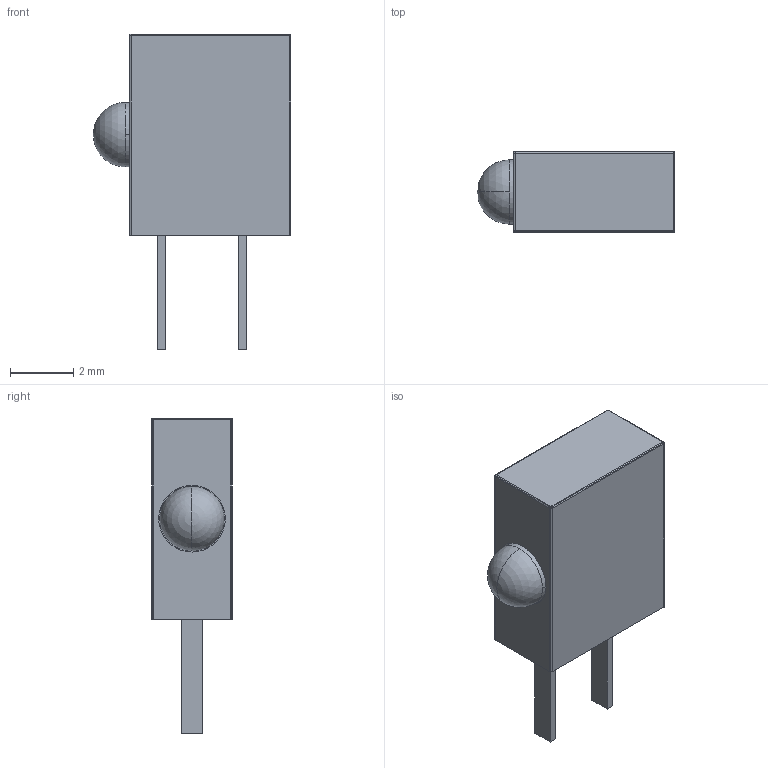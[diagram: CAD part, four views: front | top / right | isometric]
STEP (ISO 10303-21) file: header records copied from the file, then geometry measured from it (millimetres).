
FILE_DESCRIPTION((''),'2;1');
FILE_NAME('LED_DIALIGHT_555-230.stp','2009-12-17T09:38:25',(''),(''),'Mechanical Desktop 2006','Mechanical Desktop 2006',', , ');
FILE_SCHEMA(('AUTOMOTIVE_DESIGN { 1 2 10303 214 0 1 1 1 }'));
Length unit declared in the file: millimetre
Products named in the file (1): Product
Bounding box: 6.22 x 2.54 x 9.95 mm (x, y, z)
Volume: 85.5 mm3; surface area: 159.4 mm2
Topology: 4 solids, 4 shells, 46 faces, 106 edges, 63 vertices
Faces by surface type: cylinder 20, plane 20, sphere 6
Entity records: 1306 total; most frequent: DIRECTION 236, CARTESIAN_POINT 208, ORIENTED_EDGE 198, EDGE_CURVE 99, AXIS2_PLACEMENT_3D 90, VERTEX_POINT 62, VECTOR 56, LINE 56
